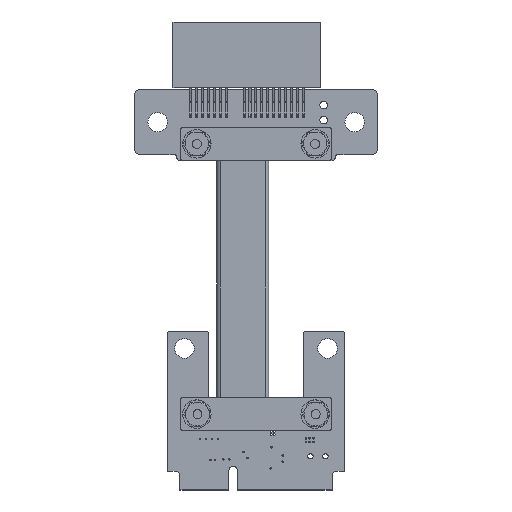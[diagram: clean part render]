
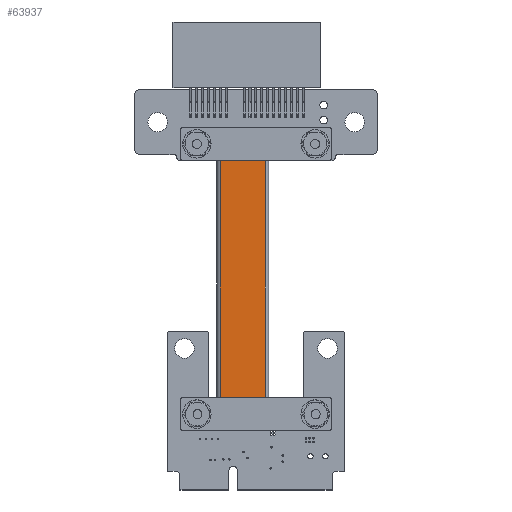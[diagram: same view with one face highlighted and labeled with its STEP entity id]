
A CAD part, top view. The second image highlights one B-rep face of the part: STEP entity #63937.
In plain terms, the highlighted face is planar.
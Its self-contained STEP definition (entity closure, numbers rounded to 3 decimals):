
#63626 = VERTEX_POINT('',#63627);
#63627 = CARTESIAN_POINT('',(-0.001,-0.001,
    43.));
#63634 = EDGE_CURVE('',#63626,#63635,#63637,.T.);
#63635 = VERTEX_POINT('',#63636);
#63636 = CARTESIAN_POINT('',(-7.621,-0.001,43.));
#63637 = LINE('',#63638,#63639);
#63638 = CARTESIAN_POINT('',(-7.621,-0.001,43.));
#63639 = VECTOR('',#63640,1.);
#63640 = DIRECTION('',(-1.,0.,0.));
#63737 = VERTEX_POINT('',#63738);
#63738 = CARTESIAN_POINT('',(-0.001,-0.001,
    0.));
#63754 = VERTEX_POINT('',#63755);
#63755 = CARTESIAN_POINT('',(-7.621,-0.001,
    0.));
#63762 = EDGE_CURVE('',#63737,#63754,#63763,.T.);
#63763 = LINE('',#63764,#63765);
#63764 = CARTESIAN_POINT('',(-7.621,-0.001,
    0.));
#63765 = VECTOR('',#63766,1.);
#63766 = DIRECTION('',(-1.,0.,0.));
#63920 = EDGE_CURVE('',#63626,#63737,#63921,.T.);
#63921 = LINE('',#63922,#63923);
#63922 = CARTESIAN_POINT('',(-0.001,-0.001,
    43.));
#63923 = VECTOR('',#63924,1.);
#63924 = DIRECTION('',(0.,0.,-1.));
#63937 = ADVANCED_FACE('',(#63938),#63949,.F.);
#63938 = FACE_BOUND('',#63939,.T.);
#63939 = EDGE_LOOP('',(#63940,#63941,#63947,#63948));
#63940 = ORIENTED_EDGE('',*,*,#63762,.T.);
#63941 = ORIENTED_EDGE('',*,*,#63942,.F.);
#63942 = EDGE_CURVE('',#63635,#63754,#63943,.T.);
#63943 = LINE('',#63944,#63945);
#63944 = CARTESIAN_POINT('',(-7.621,-0.001,43.));
#63945 = VECTOR('',#63946,1.);
#63946 = DIRECTION('',(0.,0.,-1.));
#63947 = ORIENTED_EDGE('',*,*,#63634,.F.);
#63948 = ORIENTED_EDGE('',*,*,#63920,.T.);
#63949 = PLANE('',#63950);
#63950 = AXIS2_PLACEMENT_3D('',#63951,#63952,#63953);
#63951 = CARTESIAN_POINT('',(-7.621,-0.001,43.));
#63952 = DIRECTION('',(0.,-1.,0.));
#63953 = DIRECTION('',(0.,0.,-1.));
